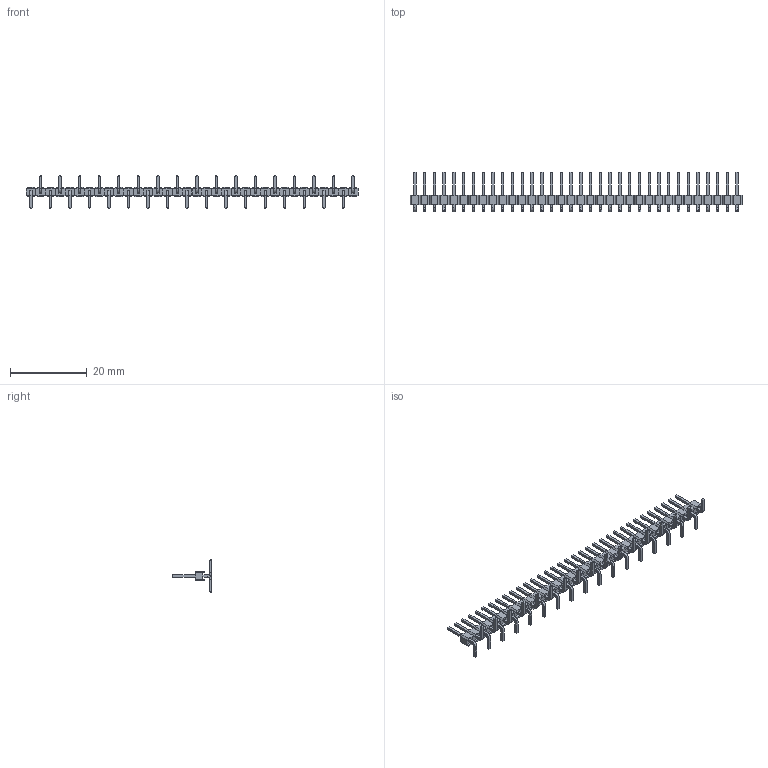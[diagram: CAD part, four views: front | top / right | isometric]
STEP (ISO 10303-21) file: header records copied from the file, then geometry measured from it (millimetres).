
FILE_DESCRIPTION (( 'STEP AP214' ), '1' );
FILE_NAME ('PLS-34SMD.STEP', '2019-07-03T10:33:47', ( '' ), ( '' ), 'SwSTEP 2.0', 'SolidWorks 2018', '' );
FILE_SCHEMA (( 'AUTOMOTIVE_DESIGN' ));
Length unit declared in the file: millimetre
Products named in the file (2): PLS_SMD; PLS-34SMD
Assembly tree (34 placements, depth 2):
  PLS-34SMD
    PLS_SMD  x34
Bounding box: 86.36 x 10.36 x 8.54 mm (x, y, z)
Volume: 612.3 mm3; surface area: 2259.5 mm2
Topology: 34 solids, 34 shells, 1360 faces, 2992 edges, 1768 vertices
Faces by surface type: plane 1292, cylinder 68
Entity records: 1826 total; most frequent: DIRECTION 246, CARTESIAN_POINT 217, ORIENTED_EDGE 176, EDGE_CURVE 88, LINE 84, VECTOR 84, AXIS2_PLACEMENT_3D 81, VERTEX_POINT 52
